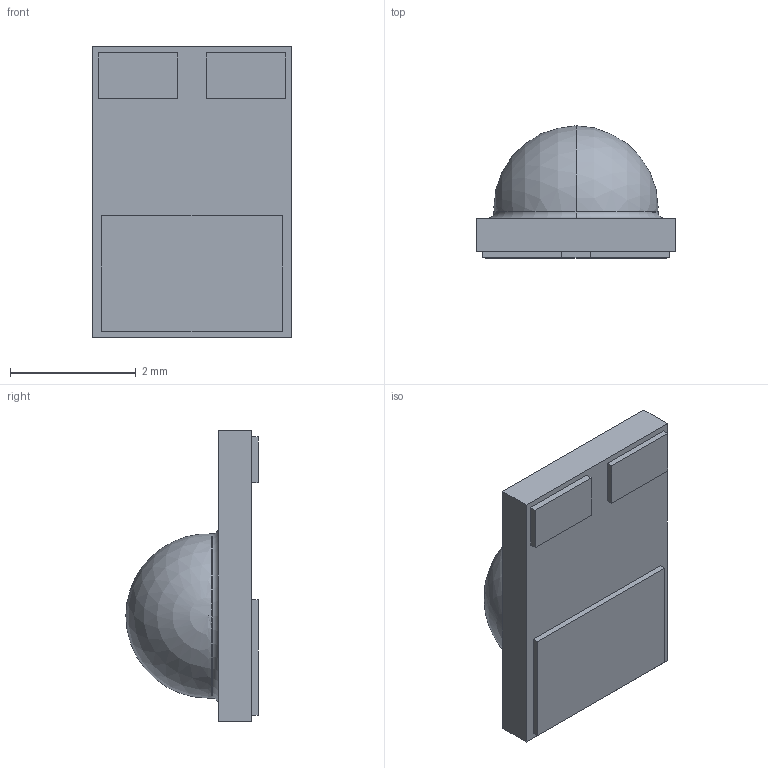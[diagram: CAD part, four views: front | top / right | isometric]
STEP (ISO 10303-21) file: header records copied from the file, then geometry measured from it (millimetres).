
FILE_DESCRIPTION (( 'STEP AP214' ), '1' );
FILE_NAME ('LXM5-PL01.STEP', '2024-09-04T09:48:01', ( '' ), ( '' ), 'SwSTEP 2.0', 'SolidWorks 2023', '' );
FILE_SCHEMA (( 'AUTOMOTIVE_DESIGN' ));
Length unit declared in the file: millimetre
Products named in the file (1): LXM5-PL01
Bounding box: 3.17 x 2.1 x 4.61 mm (x, y, z)
Volume: 14 mm3; surface area: 45.6 mm2
Topology: 1 solids, 1 shells, 27 faces, 65 edges, 42 vertices
Faces by surface type: plane 21, torus 4, sphere 2
Entity records: 1062 total; most frequent: DIRECTION 128, CARTESIAN_POINT 127, ORIENTED_EDGE 120, EDGE_CURVE 60, VECTOR 48, LINE 48, AXIS2_PLACEMENT_3D 40, VERTEX_POINT 39
